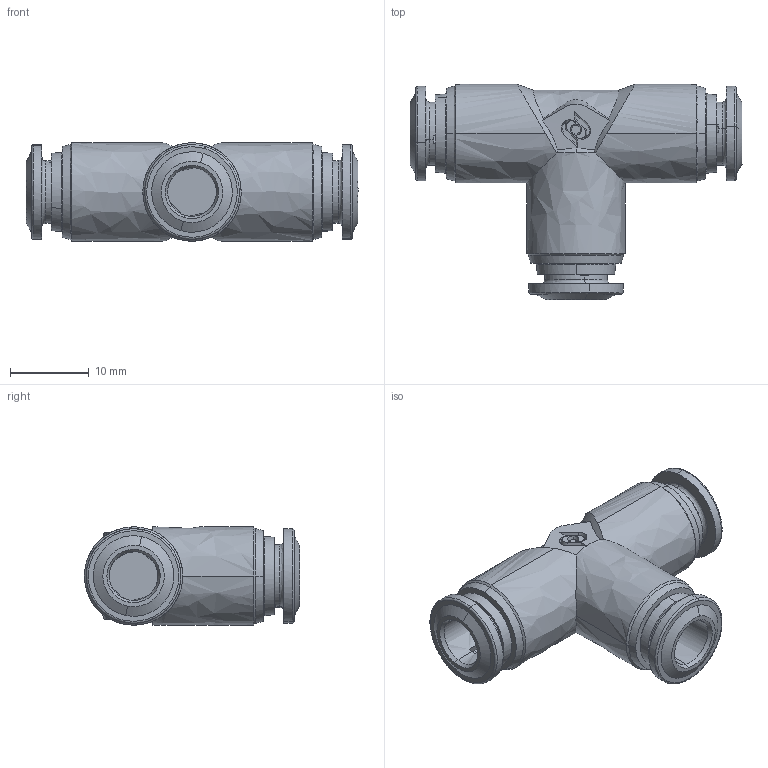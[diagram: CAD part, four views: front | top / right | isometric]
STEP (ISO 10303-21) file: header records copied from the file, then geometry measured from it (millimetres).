
FILE_DESCRIPTION (( 'STEP AP214' ), '1' );
FILE_NAME ('PUT06_ME.STEP', '2018-09-06T13:57:14', ( '' ), ( '' ), 'SwSTEP 2.0', 'SolidWorks 2018', '' );
FILE_SCHEMA (( 'AUTOMOTIVE_DESIGN' ));
Length unit declared in the file: millimetre
Products named in the file (1): PUT06_ME
Bounding box: 42.2 x 27.35 x 12.5 mm (x, y, z)
Volume: 5855.3 mm3; surface area: 3151.5 mm2
Topology: 1 solids, 1 shells, 176 faces, 453 edges, 294 vertices
Faces by surface type: bspline 176
Entity records: 7968 total; most frequent: CARTESIAN_POINT 5291, ORIENTED_EDGE 906, EDGE_CURVE 453, B_SPLINE_CURVE_WITH_KNOTS 333, VERTEX_POINT 294, EDGE_LOOP 203, ADVANCED_FACE 176, FACE_OUTER_BOUND 176
